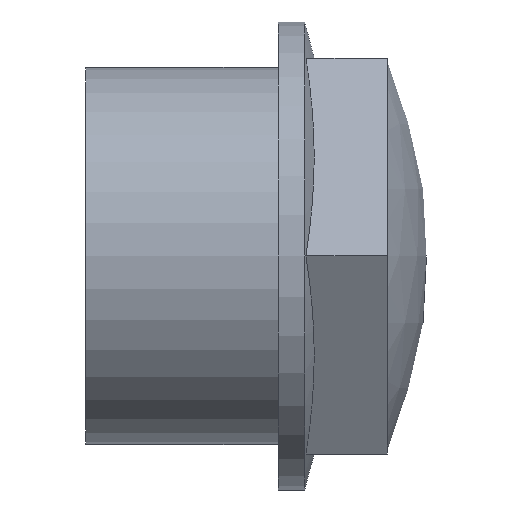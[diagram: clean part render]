
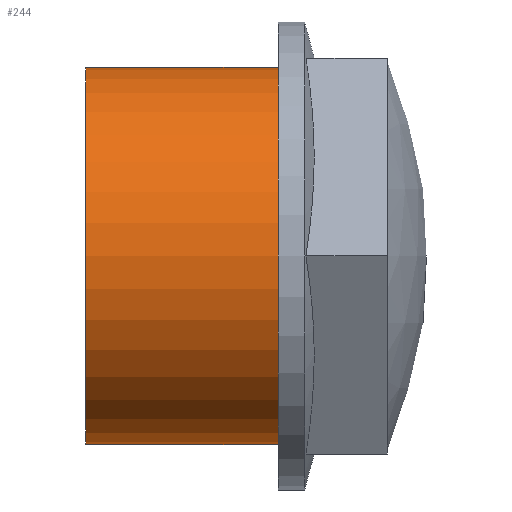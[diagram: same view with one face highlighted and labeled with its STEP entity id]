
A CAD part, front view. The second image highlights one B-rep face of the part: STEP entity #244.
In plain terms, the highlighted cylindrical face has radius 20.95 mm (diameter 41.9 mm), a full revolution.
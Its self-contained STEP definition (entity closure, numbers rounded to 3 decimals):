
#62=FACE_BOUND($,#87,.T.);
#70=FACE_OUTER_BOUND($,#86,.T.);
#86=EDGE_LOOP($,(#176));
#87=EDGE_LOOP($,(#177));
#110=CIRCLE($,#264,20.95);
#111=CIRCLE($,#265,20.95);
#118=VERTEX_POINT($,#351);
#119=VERTEX_POINT($,#353);
#144=EDGE_CURVE($,#118,#118,#110,.T.);
#145=EDGE_CURVE($,#119,#119,#111,.T.);
#176=ORIENTED_EDGE($,*,*,#144,.T.);
#177=ORIENTED_EDGE($,*,*,#145,.F.);
#240=CYLINDRICAL_SURFACE($,#263,20.95);
#244=ADVANCED_FACE($,(#70,#62),#240,.T.);
#263=AXIS2_PLACEMENT_3D($,#350,#289,#290);
#264=AXIS2_PLACEMENT_3D($,#352,#291,#292);
#265=AXIS2_PLACEMENT_3D($,#354,#293,#294);
#289=DIRECTION('center_axis',(-1.,0.,0.));
#290=DIRECTION('ref_axis',(0.,1.,0.));
#291=DIRECTION('center_axis',(-1.,0.,0.));
#292=DIRECTION('ref_axis',(0.,1.,0.));
#293=DIRECTION('center_axis',(-1.,0.,0.));
#294=DIRECTION('ref_axis',(0.,1.,0.));
#350=CARTESIAN_POINT('Origin',(10.7,0.,0.));
#351=CARTESIAN_POINT('',(21.4,-20.95,0.));
#352=CARTESIAN_POINT('Origin',(21.4,0.,0.));
#353=CARTESIAN_POINT('',(0.,-20.95,0.));
#354=CARTESIAN_POINT('Origin',(0.,0.,0.));
